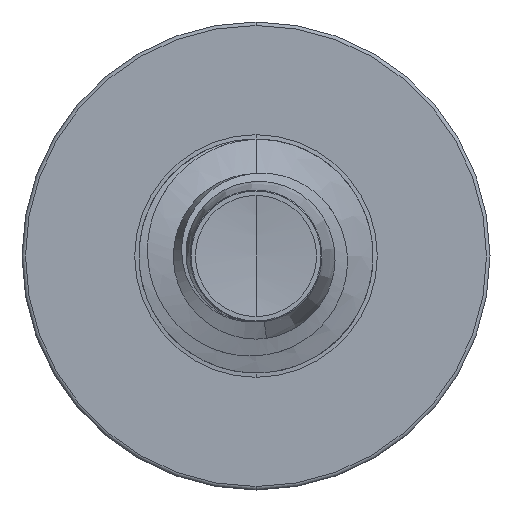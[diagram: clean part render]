
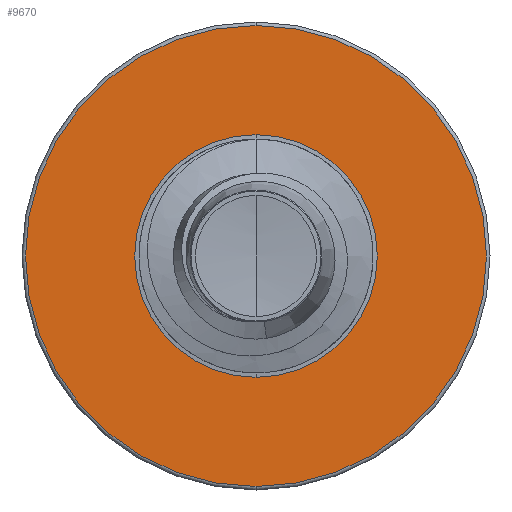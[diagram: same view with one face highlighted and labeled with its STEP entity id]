
A CAD part, front view. The second image highlights one B-rep face of the part: STEP entity #9670.
In plain terms, the highlighted planar face has unit normal (0, -1, 0).
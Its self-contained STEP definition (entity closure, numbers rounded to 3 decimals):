
#121 = DIRECTION ( 'NONE',  ( 0., 0., 1. ) ) ;
#365 = VERTEX_POINT ( 'NONE', #1395 ) ;
#375 = EDGE_LOOP ( 'NONE', ( #10537, #10698 ) ) ;
#612 = CIRCLE ( 'NONE', #7836, 2.463 ) ;
#820 = FACE_BOUND ( 'NONE', #375, .T. ) ;
#1020 = CARTESIAN_POINT ( 'NONE',  ( 0., 6., -1.296 ) ) ;
#1201 = DIRECTION ( 'NONE',  ( 0., 1., 0. ) ) ;
#1262 = CARTESIAN_POINT ( 'NONE',  ( 0., 6., 0. ) ) ;
#1375 = CARTESIAN_POINT ( 'NONE',  ( 0., 6., 2.463 ) ) ;
#1395 = CARTESIAN_POINT ( 'NONE',  ( 0., 6., 1.296 ) ) ;
#1526 = VERTEX_POINT ( 'NONE', #8093 ) ;
#2222 = DIRECTION ( 'NONE',  ( 0., 0., 1. ) ) ;
#2614 = EDGE_CURVE ( 'NONE', #8436, #1526, #612, .T. ) ;
#2654 = CARTESIAN_POINT ( 'NONE',  ( 0., 6., 0. ) ) ;
#3713 = DIRECTION ( 'NONE',  ( 0., 0., 1. ) ) ;
#3835 = CARTESIAN_POINT ( 'NONE',  ( 0., 6., 0. ) ) ;
#4173 = AXIS2_PLACEMENT_3D ( 'NONE', #1262, #7503, #2222 ) ;
#4297 = CIRCLE ( 'NONE', #4982, 1.296 ) ;
#4386 = AXIS2_PLACEMENT_3D ( 'NONE', #2654, #8730, #3713 ) ;
#4726 = DIRECTION ( 'NONE',  ( 0., 0., 1. ) ) ;
#4982 = AXIS2_PLACEMENT_3D ( 'NONE', #3835, #9762, #4726 ) ;
#5343 = VERTEX_POINT ( 'NONE', #8887 ) ;
#5580 = DIRECTION ( 'NONE',  ( 0., 1., 0. ) ) ;
#6269 = AXIS2_PLACEMENT_3D ( 'NONE', #1020, #5580, #121 ) ;
#6555 = CARTESIAN_POINT ( 'NONE',  ( 0., 6., 0. ) ) ;
#6566 = EDGE_LOOP ( 'NONE', ( #9624, #10182 ) ) ;
#7445 = DIRECTION ( 'NONE',  ( 0., 0., 1. ) ) ;
#7503 = DIRECTION ( 'NONE',  ( 0., 1., 0. ) ) ;
#7817 = CIRCLE ( 'NONE', #4173, 1.296 ) ;
#7836 = AXIS2_PLACEMENT_3D ( 'NONE', #6555, #1201, #7445 ) ;
#7898 = EDGE_CURVE ( 'NONE', #1526, #8436, #10677, .T. ) ;
#7966 = EDGE_CURVE ( 'NONE', #365, #5343, #4297, .T. ) ;
#8093 = CARTESIAN_POINT ( 'NONE',  ( 0., 6., -2.462 ) ) ;
#8436 = VERTEX_POINT ( 'NONE', #1375 ) ;
#8658 = EDGE_CURVE ( 'NONE', #5343, #365, #7817, .T. ) ;
#8730 = DIRECTION ( 'NONE',  ( 0., 1., 0. ) ) ;
#8887 = CARTESIAN_POINT ( 'NONE',  ( 0., 6., -1.296 ) ) ;
#9624 = ORIENTED_EDGE ( 'NONE', *, *, #2614, .F. ) ;
#9670 = ADVANCED_FACE ( 'NONE', ( #10316, #820 ), #10519, .F. ) ;
#9762 = DIRECTION ( 'NONE',  ( 0., 1., 0. ) ) ;
#10182 = ORIENTED_EDGE ( 'NONE', *, *, #7898, .F. ) ;
#10316 = FACE_OUTER_BOUND ( 'NONE', #6566, .T. ) ;
#10519 = PLANE ( 'NONE',  #6269 ) ;
#10537 = ORIENTED_EDGE ( 'NONE', *, *, #7966, .T. ) ;
#10677 = CIRCLE ( 'NONE', #4386, 2.463 ) ;
#10698 = ORIENTED_EDGE ( 'NONE', *, *, #8658, .T. ) ;
